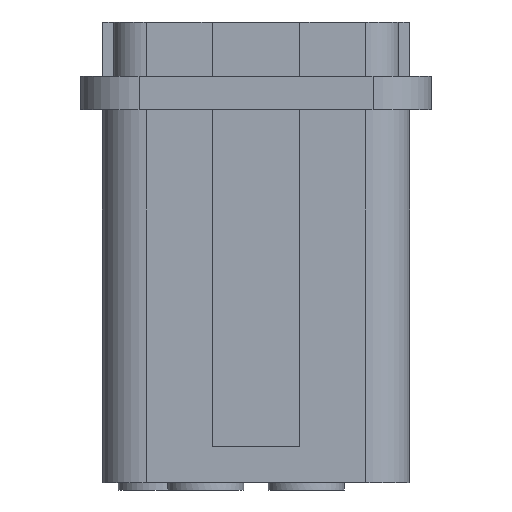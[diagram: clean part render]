
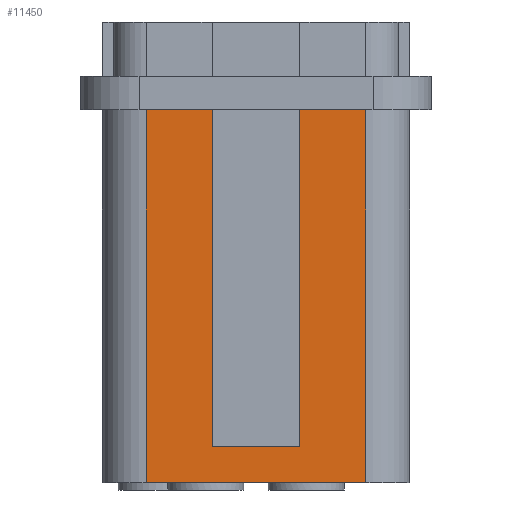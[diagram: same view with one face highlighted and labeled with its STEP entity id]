
A CAD part, front view. The second image highlights one B-rep face of the part: STEP entity #11450.
In plain terms, the highlighted planar face has unit normal (0, -1, 0).
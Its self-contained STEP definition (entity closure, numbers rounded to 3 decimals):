
#10780=CARTESIAN_POINT('',(53.688,36.165,-24.));
#10790=DIRECTION('',(-0.,-1.,-0.));
#10800=DIRECTION('',(-1.,0.,0.));
#10810=AXIS2_PLACEMENT_3D('',#10780,#10790,#10800);
#10820=PLANE('',#10810);
#10830=CARTESIAN_POINT('',(47.219,36.165,-42.));
#10840=DIRECTION('',(1.,0.,0.));
#10850=VECTOR('',#10840,1.);
#10860=LINE('',#10830,#10850);
#10870=CARTESIAN_POINT('',(51.688,36.165,-42.));
#10880=VERTEX_POINT('',#10870);
#10890=CARTESIAN_POINT('',(56.188,36.165,-42.));
#10900=VERTEX_POINT('',#10890);
#10910=EDGE_CURVE('',#10880,#10900,#10860,.T.);
#10920=ORIENTED_EDGE('',*,*,#10910,.T.);
#10930=CARTESIAN_POINT('',(51.688,36.165,-24.));
#10940=DIRECTION('',(0.,0.,-1.));
#10950=VECTOR('',#10940,1.);
#10960=LINE('',#10930,#10950);
#10970=CARTESIAN_POINT('',(51.688,36.165,-19.));
#10980=VERTEX_POINT('',#10970);
#10990=EDGE_CURVE('',#10980,#10880,#10960,.T.);
#11000=ORIENTED_EDGE('',*,*,#10990,.T.);
#11010=CARTESIAN_POINT('',(44.635,36.165,-19.)
);
#11020=DIRECTION('',(-1.,0.,0.));
#11030=VECTOR('',#11020,1.);
#11040=LINE('',#11010,#11030);
#11050=CARTESIAN_POINT('',(45.688,36.165,-19.));
#11060=VERTEX_POINT('',#11050);
#11070=EDGE_CURVE('',#10980,#11060,#11040,.T.);
#11080=ORIENTED_EDGE('',*,*,#11070,.F.);
#11090=CARTESIAN_POINT('',(45.688,36.165,-24.));
#11100=DIRECTION('',(0.,0.,-1.));
#11110=VECTOR('',#11100,1.);
#11120=LINE('',#11090,#11110);
#11130=CARTESIAN_POINT('',(45.688,36.165,-42.));
#11140=VERTEX_POINT('',#11130);
#11150=EDGE_CURVE('',#11060,#11140,#11120,.T.);
#11160=ORIENTED_EDGE('',*,*,#11150,.F.);
#11170=CARTESIAN_POINT('',(41.188,36.165,-42.));
#11180=VERTEX_POINT('',#11170);
#11190=EDGE_CURVE('',#11180,#11140,#10860,.T.);
#11200=ORIENTED_EDGE('',*,*,#11190,.T.);
#11210=CARTESIAN_POINT('',(41.188,36.165,-17.5));
#11220=DIRECTION('',(0.,0.,1.));
#11230=VECTOR('',#11220,1.);
#11240=LINE('',#11210,#11230);
#11250=CARTESIAN_POINT('',(41.188,36.165,-16.5));
#11260=VERTEX_POINT('',#11250);
#11270=EDGE_CURVE('',#11180,#11260,#11240,.T.);
#11280=ORIENTED_EDGE('',*,*,#11270,.F.);
#11290=CARTESIAN_POINT('',(44.635,36.165,-16.5));
#11300=DIRECTION('',(1.,0.,0.));
#11310=VECTOR('',#11300,1.);
#11320=LINE('',#11290,#11310);
#11330=CARTESIAN_POINT('',(56.188,36.165,-16.5));
#11340=VERTEX_POINT('',#11330);
#11350=EDGE_CURVE('',#11260,#11340,#11320,.T.);
#11360=ORIENTED_EDGE('',*,*,#11350,.F.);
#11370=CARTESIAN_POINT('',(56.188,36.165,-24.));
#11380=DIRECTION('',(0.,0.,-1.));
#11390=VECTOR('',#11380,1.);
#11400=LINE('',#11370,#11390);
#11410=EDGE_CURVE('',#11340,#10900,#11400,.T.);
#11420=ORIENTED_EDGE('',*,*,#11410,.F.);
#11430=EDGE_LOOP('',(#11420,#11360,#11280,#11200,#11160,#11080,#11000,
#10920));
#11440=FACE_OUTER_BOUND('',#11430,.T.);
#11450=ADVANCED_FACE('',(#11440),#10820,.T.);
